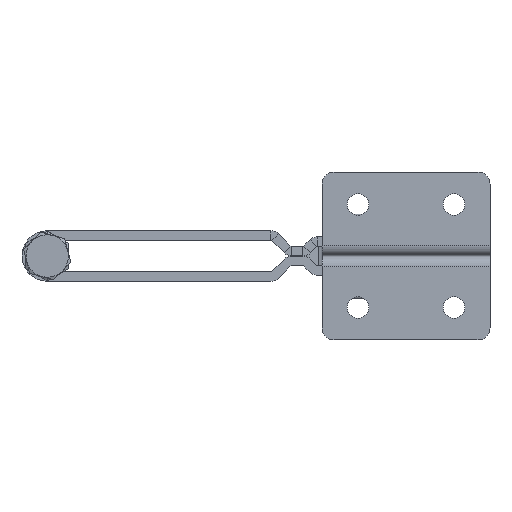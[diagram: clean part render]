
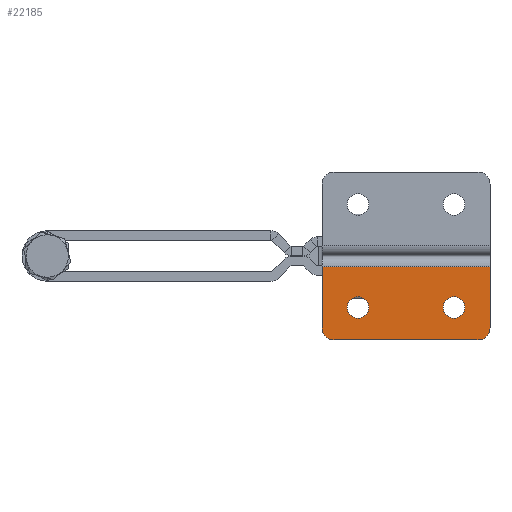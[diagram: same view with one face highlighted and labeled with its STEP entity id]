
A CAD part, front view. The second image highlights one B-rep face of the part: STEP entity #22185.
In plain terms, the highlighted planar face has unit normal (0, -1, 0).
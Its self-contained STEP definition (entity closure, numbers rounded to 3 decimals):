
#3332 = DIRECTION ( 'NONE',  ( 0., -1., 0. ) ) ;
#3346 = CARTESIAN_POINT ( 'NONE',  ( 5., -4., -26. ) ) ;
#3349 = PLANE ( 'NONE',  #9462 ) ;
#3353 = DIRECTION ( 'NONE',  ( 0., 0., -1. ) ) ;
#6827 = EDGE_LOOP ( 'NONE', ( #14368, #14367, #14366, #14365, #14364, #14363 ) ) ;
#6832 = EDGE_LOOP ( 'NONE', ( #14370, #14369 ) ) ;
#6845 = EDGE_LOOP ( 'NONE', ( #14372, #14371 ) ) ;
#9462 = AXIS2_PLACEMENT_3D ( 'NONE', #3346, #3332, #3353 ) ;
#9570 = VERTEX_POINT ( 'NONE', #17736 ) ;
#9576 = VERTEX_POINT ( 'NONE', #17742 ) ;
#9579 = VERTEX_POINT ( 'NONE', #17745 ) ;
#9639 = VERTEX_POINT ( 'NONE', #17805 ) ;
#9972 = VERTEX_POINT ( 'NONE', #18138 ) ;
#10116 = VERTEX_POINT ( 'NONE', #18282 ) ;
#10201 = VERTEX_POINT ( 'NONE', #18367 ) ;
#10269 = VERTEX_POINT ( 'NONE', #15949 ) ;
#10722 = CIRCLE ( 'NONE', #13320, 4.5 ) ;
#10741 = CIRCLE ( 'NONE', #13318, 4.5 ) ;
#10806 = LINE ( 'NONE', #14060, #10808 ) ;
#10808 = VECTOR ( 'NONE', #14056, 1000. ) ;
#10809 = LINE ( 'NONE', #14068, #10812 ) ;
#10812 = VECTOR ( 'NONE', #14070, 1000. ) ;
#10815 = CIRCLE ( 'NONE', #13297, 5. ) ;
#10817 = LINE ( 'NONE', #14074, #10820 ) ;
#10820 = VECTOR ( 'NONE', #14075, 1000. ) ;
#10821 = CIRCLE ( 'NONE', #13300, 4.5 ) ;
#10823 = CIRCLE ( 'NONE', #13299, 4.5 ) ;
#10824 = CIRCLE ( 'NONE', #13298, 5. ) ;
#10825 = LINE ( 'NONE', #14081, #10827 ) ;
#10827 = VECTOR ( 'NONE', #14082, 1000. ) ;
#13297 = AXIS2_PLACEMENT_3D ( 'NONE', #14089, #14090, #14091 ) ;
#13298 = AXIS2_PLACEMENT_3D ( 'NONE', #14086, #14087, #14088 ) ;
#13299 = AXIS2_PLACEMENT_3D ( 'NONE', #14083, #14084, #14085 ) ;
#13300 = AXIS2_PLACEMENT_3D ( 'NONE', #14078, #14079, #14080 ) ;
#13318 = AXIS2_PLACEMENT_3D ( 'NONE', #13967, #13968, #13969 ) ;
#13320 = AXIS2_PLACEMENT_3D ( 'NONE', #13958, #13959, #13960 ) ;
#13958 = CARTESIAN_POINT ( 'NONE',  ( 55., -4., -17.5 ) ) ;
#13959 = DIRECTION ( 'NONE',  ( 0., 1., 0. ) ) ;
#13960 = DIRECTION ( 'NONE',  ( 0., 0., 1. ) ) ;
#13967 = CARTESIAN_POINT ( 'NONE',  ( 15., -4., -17.5 ) ) ;
#13968 = DIRECTION ( 'NONE',  ( 0., 1., 0. ) ) ;
#13969 = DIRECTION ( 'NONE',  ( 0., 0., 1. ) ) ;
#14056 = DIRECTION ( 'NONE',  ( -1., 0., 0. ) ) ;
#14060 = CARTESIAN_POINT ( 'NONE',  ( 5., -4., -0.5 ) ) ;
#14068 = CARTESIAN_POINT ( 'NONE',  ( 0., -4., 0. ) ) ;
#14070 = DIRECTION ( 'NONE',  ( 0., 0., 1. ) ) ;
#14074 = CARTESIAN_POINT ( 'NONE',  ( 70., -4., -26. ) ) ;
#14075 = DIRECTION ( 'NONE',  ( 0., 0., -1. ) ) ;
#14078 = CARTESIAN_POINT ( 'NONE',  ( 15., -4., -17.5 ) ) ;
#14079 = DIRECTION ( 'NONE',  ( 0., 1., 0. ) ) ;
#14080 = DIRECTION ( 'NONE',  ( 0., 0., 1. ) ) ;
#14081 = CARTESIAN_POINT ( 'NONE',  ( 5., -4., -31. ) ) ;
#14082 = DIRECTION ( 'NONE',  ( -1., 0., 0. ) ) ;
#14083 = CARTESIAN_POINT ( 'NONE',  ( 55., -4., -17.5 ) ) ;
#14084 = DIRECTION ( 'NONE',  ( 0., 1., 0. ) ) ;
#14085 = DIRECTION ( 'NONE',  ( 0., 0., 1. ) ) ;
#14086 = CARTESIAN_POINT ( 'NONE',  ( 5., -4., -26. ) ) ;
#14087 = DIRECTION ( 'NONE',  ( 0., 1., 0. ) ) ;
#14088 = DIRECTION ( 'NONE',  ( 0., 0., -1. ) ) ;
#14089 = CARTESIAN_POINT ( 'NONE',  ( 65., -4., -26. ) ) ;
#14090 = DIRECTION ( 'NONE',  ( 0., 1., 0. ) ) ;
#14091 = DIRECTION ( 'NONE',  ( 0., 0., -1. ) ) ;
#14363 = ORIENTED_EDGE ( 'NONE', *, *, #21092, .F. ) ;
#14364 = ORIENTED_EDGE ( 'NONE', *, *, #21091, .F. ) ;
#14365 = ORIENTED_EDGE ( 'NONE', *, *, #21090, .F. ) ;
#14366 = ORIENTED_EDGE ( 'NONE', *, *, #21082, .F. ) ;
#14367 = ORIENTED_EDGE ( 'NONE', *, *, #21080, .T. ) ;
#14368 = ORIENTED_EDGE ( 'NONE', *, *, #21086, .F. ) ;
#14369 = ORIENTED_EDGE ( 'NONE', *, *, #21037, .T. ) ;
#14370 = ORIENTED_EDGE ( 'NONE', *, *, #21089, .T. ) ;
#14371 = ORIENTED_EDGE ( 'NONE', *, *, #21040, .T. ) ;
#14372 = ORIENTED_EDGE ( 'NONE', *, *, #21088, .T. ) ;
#15446 = VERTEX_POINT ( 'NONE', #16170 ) ;
#15481 = VERTEX_POINT ( 'NONE', #16205 ) ;
#15949 = CARTESIAN_POINT ( 'NONE',  ( 15., -4., -22. ) ) ;
#16170 = CARTESIAN_POINT ( 'NONE',  ( 0., -4., -26. ) ) ;
#16205 = CARTESIAN_POINT ( 'NONE',  ( 70., -4., -26. ) ) ;
#17736 = CARTESIAN_POINT ( 'NONE',  ( 55., -4., -22. ) ) ;
#17742 = CARTESIAN_POINT ( 'NONE',  ( 55., -4., -13. ) ) ;
#17745 = CARTESIAN_POINT ( 'NONE',  ( 15., -4., -13. ) ) ;
#17805 = CARTESIAN_POINT ( 'NONE',  ( 0., -4., -0.5 ) ) ;
#18138 = CARTESIAN_POINT ( 'NONE',  ( 70., -4., -0.5 ) ) ;
#18282 = CARTESIAN_POINT ( 'NONE',  ( 65., -4., -31. ) ) ;
#18367 = CARTESIAN_POINT ( 'NONE',  ( 5., -4., -31. ) ) ;
#18438 = FACE_BOUND ( 'NONE', #6845, .T. ) ;
#18446 = FACE_OUTER_BOUND ( 'NONE', #6827, .T. ) ;
#18448 = FACE_BOUND ( 'NONE', #6832, .T. ) ;
#21037 = EDGE_CURVE ( 'NONE', #9570, #9576, #10722, .T. ) ;
#21040 = EDGE_CURVE ( 'NONE', #10269, #9579, #10741, .T. ) ;
#21080 = EDGE_CURVE ( 'NONE', #9972, #9639, #10806, .T. ) ;
#21082 = EDGE_CURVE ( 'NONE', #15446, #9639, #10809, .T. ) ;
#21086 = EDGE_CURVE ( 'NONE', #9972, #15481, #10817, .T. ) ;
#21088 = EDGE_CURVE ( 'NONE', #9579, #10269, #10821, .T. ) ;
#21089 = EDGE_CURVE ( 'NONE', #9576, #9570, #10823, .T. ) ;
#21090 = EDGE_CURVE ( 'NONE', #10201, #15446, #10824, .T. ) ;
#21091 = EDGE_CURVE ( 'NONE', #10116, #10201, #10825, .T. ) ;
#21092 = EDGE_CURVE ( 'NONE', #15481, #10116, #10815, .T. ) ;
#22185 = ADVANCED_FACE ( 'NONE', ( #18438, #18448, #18446 ), #3349, .T. ) ;
